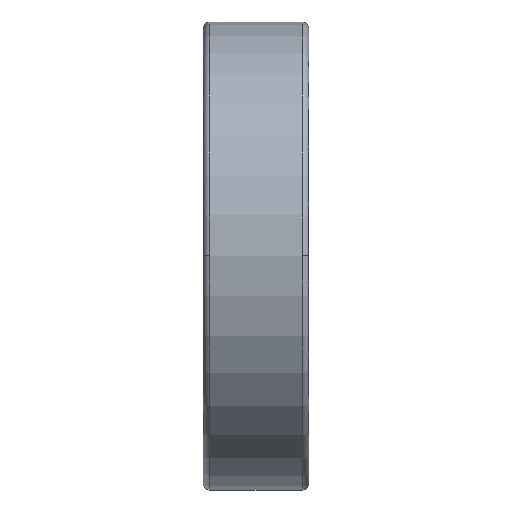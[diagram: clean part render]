
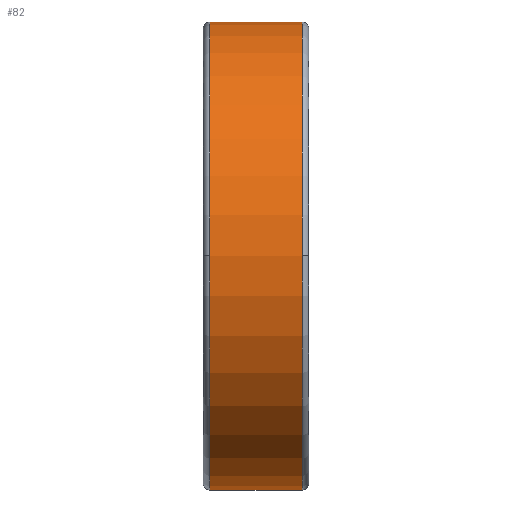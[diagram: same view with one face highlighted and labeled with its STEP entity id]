
A CAD part, top view. The second image highlights one B-rep face of the part: STEP entity #82.
In plain terms, the highlighted cylindrical face has radius 40 mm (diameter 80 mm), a partial arc.
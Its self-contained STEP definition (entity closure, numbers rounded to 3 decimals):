
#82=ADVANCED_FACE('',(#289),#290,.T.);
#289=FACE_OUTER_BOUND('',#687,.T.);
#290=CYLINDRICAL_SURFACE('',#688,40.0);
#687=EDGE_LOOP('',(#1205,#1206,#1207,#1208,#1209,#1210));
#688=AXIS2_PLACEMENT_3D('',#1211,#1212,#1213);
#1205=ORIENTED_EDGE('',*,*,#2639,.F.);
#1206=ORIENTED_EDGE('',*,*,#2640,.T.);
#1207=ORIENTED_EDGE('',*,*,#2641,.T.);
#1208=ORIENTED_EDGE('',*,*,#2642,.F.);
#1209=ORIENTED_EDGE('',*,*,#2643,.F.);
#1210=ORIENTED_EDGE('',*,*,#2644,.F.);
#1211=CARTESIAN_POINT('',(9.0,0.0,0.0));
#1212=DIRECTION('',(1.0,0.0,0.0));
#1213=DIRECTION('',(0.0,1.0,0.0));
#2639=EDGE_CURVE('',#3175,#3176,#3177,.T.);
#2640=EDGE_CURVE('',#3175,#3178,#3179,.T.);
#2641=EDGE_CURVE('',#3178,#3180,#3181,.T.);
#2642=EDGE_CURVE('',#3182,#3180,#3183,.T.);
#2643=EDGE_CURVE('',#3184,#3182,#3185,.T.);
#2644=EDGE_CURVE('',#3176,#3184,#3186,.T.);
#3175=VERTEX_POINT('',#4035);
#3176=VERTEX_POINT('',#4036);
#3177=LINE('',#4037,#4038);
#3178=VERTEX_POINT('',#4039);
#3179=CIRCLE('',#4040,40.0);
#3180=VERTEX_POINT('',#4041);
#3181=CIRCLE('',#4042,40.0);
#3182=VERTEX_POINT('',#4043);
#3183=LINE('',#4044,#4045);
#3184=VERTEX_POINT('',#4046);
#3185=CIRCLE('',#4047,40.0);
#3186=CIRCLE('',#4048,40.0);
#4035=CARTESIAN_POINT('',(1.1,40.0,0.0));
#4036=CARTESIAN_POINT('',(16.9,40.0,0.0));
#4037=CARTESIAN_POINT('',(9.0,40.0,0.));
#4038=VECTOR('',#6123,1.0);
#4039=CARTESIAN_POINT('',(1.1,0.,40.0));
#4040=AXIS2_PLACEMENT_3D('',#6124,#6125,#6126);
#4041=CARTESIAN_POINT('',(1.1,-40.0,0.));
#4042=AXIS2_PLACEMENT_3D('',#6127,#6128,#6129);
#4043=CARTESIAN_POINT('',(16.9,-40.0,0.));
#4044=CARTESIAN_POINT('',(9.0,-40.0,0.));
#4045=VECTOR('',#6130,1.0);
#4046=CARTESIAN_POINT('',(16.9,0.,40.0));
#4047=AXIS2_PLACEMENT_3D('',#6131,#6132,#6133);
#4048=AXIS2_PLACEMENT_3D('',#6134,#6135,#6136);
#6123=DIRECTION('',(1.0,0.0,0.0));
#6124=CARTESIAN_POINT('',(1.1,0.0,0.0));
#6125=DIRECTION('',(1.0,0.0,0.0));
#6126=DIRECTION('',(0.0,1.0,0.0));
#6127=CARTESIAN_POINT('',(1.1,0.0,0.0));
#6128=DIRECTION('',(1.0,0.0,0.0));
#6129=DIRECTION('',(0.0,1.0,0.0));
#6130=DIRECTION('',(-1.0,-0.0,-0.0));
#6131=CARTESIAN_POINT('',(16.9,0.0,0.0));
#6132=DIRECTION('',(1.0,0.0,0.0));
#6133=DIRECTION('',(0.0,1.0,0.0));
#6134=CARTESIAN_POINT('',(16.9,0.0,0.0));
#6135=DIRECTION('',(1.0,0.0,0.0));
#6136=DIRECTION('',(0.0,1.0,0.0));
